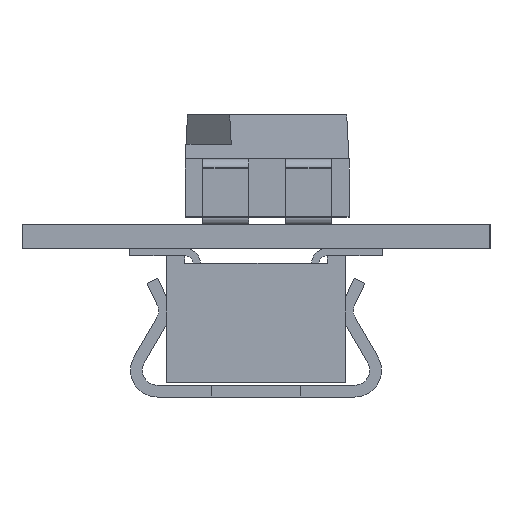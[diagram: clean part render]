
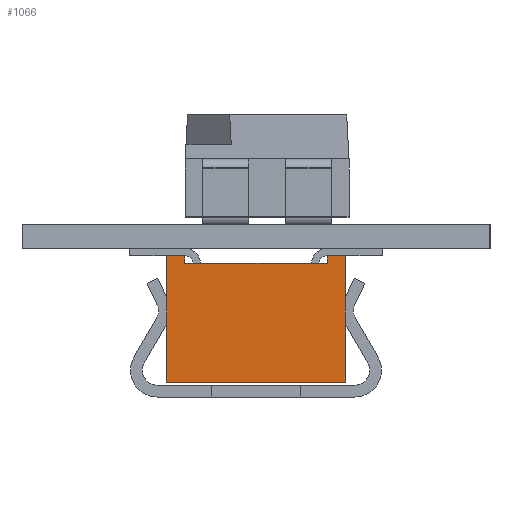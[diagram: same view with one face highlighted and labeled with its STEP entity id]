
A CAD part, left-side view. The second image highlights one B-rep face of the part: STEP entity #1066.
In plain terms, the highlighted face is planar.
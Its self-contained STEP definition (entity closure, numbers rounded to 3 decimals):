
#486 = VERTEX_POINT('',#487);
#487 = CARTESIAN_POINT('',(10.592,0.,-1.219));
#494 = PLANE('',#495);
#495 = AXIS2_PLACEMENT_3D('',#496,#497,#498);
#496 = CARTESIAN_POINT('',(0.,0.,0.));
#497 = DIRECTION('',(0.,1.,0.));
#498 = DIRECTION('',(0.,0.,1.));
#506 = PLANE('',#507);
#507 = AXIS2_PLACEMENT_3D('',#508,#509,#510);
#508 = CARTESIAN_POINT('',(11.862,-0.127,-1.219));
#509 = DIRECTION('',(0.,0.,1.));
#510 = DIRECTION('',(1.,0.,0.));
#547 = VERTEX_POINT('',#548);
#548 = CARTESIAN_POINT('',(10.592,0.,-1.524));
#562 = PLANE('',#563);
#563 = AXIS2_PLACEMENT_3D('',#564,#565,#566);
#564 = CARTESIAN_POINT('',(10.592,2.159,-1.524));
#565 = DIRECTION('',(0.,0.,1.));
#566 = DIRECTION('',(1.,0.,0.));
#574 = EDGE_CURVE('',#486,#547,#575,.T.);
#575 = SURFACE_CURVE('',#576,(#580,#587),.PCURVE_S1.);
#576 = LINE('',#577,#578);
#577 = CARTESIAN_POINT('',(10.592,0.,1.524));
#578 = VECTOR('',#579,1.);
#579 = DIRECTION('',(0.,0.,-1.));
#580 = PCURVE('',#494,#581);
#581 = DEFINITIONAL_REPRESENTATION('',(#582),#586);
#582 = LINE('',#583,#584);
#583 = CARTESIAN_POINT('',(1.524,10.592));
#584 = VECTOR('',#585,1.);
#585 = DIRECTION('',(-1.,0.));
#586 = ( GEOMETRIC_REPRESENTATION_CONTEXT(2) 
PARAMETRIC_REPRESENTATION_CONTEXT() REPRESENTATION_CONTEXT('2D SPACE',''
  ) );
#587 = PCURVE('',#588,#593);
#588 = PLANE('',#589);
#589 = AXIS2_PLACEMENT_3D('',#590,#591,#592);
#590 = CARTESIAN_POINT('',(10.592,2.159,1.524));
#591 = DIRECTION('',(-1.,0.,0.));
#592 = DIRECTION('',(0.,0.,1.));
#593 = DEFINITIONAL_REPRESENTATION('',(#594),#598);
#594 = LINE('',#595,#596);
#595 = CARTESIAN_POINT('',(0.,-2.159));
#596 = VECTOR('',#597,1.);
#597 = DIRECTION('',(-1.,0.));
#598 = ( GEOMETRIC_REPRESENTATION_CONTEXT(2) 
PARAMETRIC_REPRESENTATION_CONTEXT() REPRESENTATION_CONTEXT('2D SPACE',''
  ) );
#628 = VERTEX_POINT('',#629);
#629 = CARTESIAN_POINT('',(10.592,2.159,-1.524));
#643 = PLANE('',#644);
#644 = AXIS2_PLACEMENT_3D('',#645,#646,#647);
#645 = CARTESIAN_POINT('',(0.,2.159,0.));
#646 = DIRECTION('',(0.,1.,0.));
#647 = DIRECTION('',(0.,0.,1.));
#655 = EDGE_CURVE('',#628,#547,#656,.T.);
#656 = SURFACE_CURVE('',#657,(#661,#668),.PCURVE_S1.);
#657 = LINE('',#658,#659);
#658 = CARTESIAN_POINT('',(10.592,2.159,-1.524));
#659 = VECTOR('',#660,1.);
#660 = DIRECTION('',(0.,-1.,0.));
#661 = PCURVE('',#562,#662);
#662 = DEFINITIONAL_REPRESENTATION('',(#663),#667);
#663 = LINE('',#664,#665);
#664 = CARTESIAN_POINT('',(0.,0.));
#665 = VECTOR('',#666,1.);
#666 = DIRECTION('',(0.,-1.));
#667 = ( GEOMETRIC_REPRESENTATION_CONTEXT(2) 
PARAMETRIC_REPRESENTATION_CONTEXT() REPRESENTATION_CONTEXT('2D SPACE',''
  ) );
#668 = PCURVE('',#588,#669);
#669 = DEFINITIONAL_REPRESENTATION('',(#670),#674);
#670 = LINE('',#671,#672);
#671 = CARTESIAN_POINT('',(-3.048,0.));
#672 = VECTOR('',#673,1.);
#673 = DIRECTION('',(0.,-1.));
#674 = ( GEOMETRIC_REPRESENTATION_CONTEXT(2) 
PARAMETRIC_REPRESENTATION_CONTEXT() REPRESENTATION_CONTEXT('2D SPACE',''
  ) );
#680 = VERTEX_POINT('',#681);
#681 = CARTESIAN_POINT('',(10.592,0.,1.219));
#690 = PLANE('',#691);
#691 = AXIS2_PLACEMENT_3D('',#692,#693,#694);
#692 = CARTESIAN_POINT('',(0.,0.,0.));
#693 = DIRECTION('',(0.,1.,0.));
#694 = DIRECTION('',(0.,0.,1.));
#702 = PLANE('',#703);
#703 = AXIS2_PLACEMENT_3D('',#704,#705,#706);
#704 = CARTESIAN_POINT('',(11.862,0.127,1.219));
#705 = DIRECTION('',(0.,0.,-1.));
#706 = DIRECTION('',(-1.,0.,0.));
#714 = EDGE_CURVE('',#715,#680,#717,.T.);
#715 = VERTEX_POINT('',#716);
#716 = CARTESIAN_POINT('',(10.592,0.,1.524));
#717 = SURFACE_CURVE('',#718,(#722,#729),.PCURVE_S1.);
#718 = LINE('',#719,#720);
#719 = CARTESIAN_POINT('',(10.592,0.,1.524));
#720 = VECTOR('',#721,1.);
#721 = DIRECTION('',(0.,0.,-1.));
#722 = PCURVE('',#690,#723);
#723 = DEFINITIONAL_REPRESENTATION('',(#724),#728);
#724 = LINE('',#725,#726);
#725 = CARTESIAN_POINT('',(1.524,10.592));
#726 = VECTOR('',#727,1.);
#727 = DIRECTION('',(-1.,0.));
#728 = ( GEOMETRIC_REPRESENTATION_CONTEXT(2) 
PARAMETRIC_REPRESENTATION_CONTEXT() REPRESENTATION_CONTEXT('2D SPACE',''
  ) );
#729 = PCURVE('',#588,#730);
#730 = DEFINITIONAL_REPRESENTATION('',(#731),#735);
#731 = LINE('',#732,#733);
#732 = CARTESIAN_POINT('',(0.,-2.159));
#733 = VECTOR('',#734,1.);
#734 = DIRECTION('',(-1.,0.));
#735 = ( GEOMETRIC_REPRESENTATION_CONTEXT(2) 
PARAMETRIC_REPRESENTATION_CONTEXT() REPRESENTATION_CONTEXT('2D SPACE',''
  ) );
#753 = PLANE('',#754);
#754 = AXIS2_PLACEMENT_3D('',#755,#756,#757);
#755 = CARTESIAN_POINT('',(0.,2.159,1.524));
#756 = DIRECTION('',(0.,0.,-1.));
#757 = DIRECTION('',(-1.,0.,0.));
#896 = PLANE('',#897);
#897 = AXIS2_PLACEMENT_3D('',#898,#899,#900);
#898 = CARTESIAN_POINT('',(11.862,0.127,-1.219));
#899 = DIRECTION('',(0.,-1.,0.));
#900 = DIRECTION('',(0.,0.,-1.));
#1022 = EDGE_CURVE('',#1023,#715,#1025,.T.);
#1023 = VERTEX_POINT('',#1024);
#1024 = CARTESIAN_POINT('',(10.592,2.159,1.524));
#1025 = SURFACE_CURVE('',#1026,(#1030,#1037),.PCURVE_S1.);
#1026 = LINE('',#1027,#1028);
#1027 = CARTESIAN_POINT('',(10.592,2.159,1.524));
#1028 = VECTOR('',#1029,1.);
#1029 = DIRECTION('',(0.,-1.,0.));
#1030 = PCURVE('',#753,#1031);
#1031 = DEFINITIONAL_REPRESENTATION('',(#1032),#1036);
#1032 = LINE('',#1033,#1034);
#1033 = CARTESIAN_POINT('',(-10.592,0.));
#1034 = VECTOR('',#1035,1.);
#1035 = DIRECTION('',(0.,-1.));
#1036 = ( GEOMETRIC_REPRESENTATION_CONTEXT(2) 
PARAMETRIC_REPRESENTATION_CONTEXT() REPRESENTATION_CONTEXT('2D SPACE',''
  ) );
#1037 = PCURVE('',#588,#1038);
#1038 = DEFINITIONAL_REPRESENTATION('',(#1039),#1043);
#1039 = LINE('',#1040,#1041);
#1040 = CARTESIAN_POINT('',(0.,0.));
#1041 = VECTOR('',#1042,1.);
#1042 = DIRECTION('',(0.,-1.));
#1043 = ( GEOMETRIC_REPRESENTATION_CONTEXT(2) 
PARAMETRIC_REPRESENTATION_CONTEXT() REPRESENTATION_CONTEXT('2D SPACE',''
  ) );
#1066 = ADVANCED_FACE('',(#1067),#588,.F.);
#1067 = FACE_BOUND('',#1068,.T.);
#1068 = EDGE_LOOP('',(#1069,#1092,#1115,#1136,#1137,#1138,#1159,#1160));
#1069 = ORIENTED_EDGE('',*,*,#1070,.F.);
#1070 = EDGE_CURVE('',#1071,#680,#1073,.T.);
#1071 = VERTEX_POINT('',#1072);
#1072 = CARTESIAN_POINT('',(10.592,0.127,1.219));
#1073 = SURFACE_CURVE('',#1074,(#1078,#1085),.PCURVE_S1.);
#1074 = LINE('',#1075,#1076);
#1075 = CARTESIAN_POINT('',(10.592,2.159,1.219));
#1076 = VECTOR('',#1077,1.);
#1077 = DIRECTION('',(0.,-1.,0.));
#1078 = PCURVE('',#588,#1079);
#1079 = DEFINITIONAL_REPRESENTATION('',(#1080),#1084);
#1080 = LINE('',#1081,#1082);
#1081 = CARTESIAN_POINT('',(-0.305,0.));
#1082 = VECTOR('',#1083,1.);
#1083 = DIRECTION('',(0.,-1.));
#1084 = ( GEOMETRIC_REPRESENTATION_CONTEXT(2) 
PARAMETRIC_REPRESENTATION_CONTEXT() REPRESENTATION_CONTEXT('2D SPACE',''
  ) );
#1085 = PCURVE('',#702,#1086);
#1086 = DEFINITIONAL_REPRESENTATION('',(#1087),#1091);
#1087 = LINE('',#1088,#1089);
#1088 = CARTESIAN_POINT('',(1.27,2.032));
#1089 = VECTOR('',#1090,1.);
#1090 = DIRECTION('',(0.,-1.));
#1091 = ( GEOMETRIC_REPRESENTATION_CONTEXT(2) 
PARAMETRIC_REPRESENTATION_CONTEXT() REPRESENTATION_CONTEXT('2D SPACE',''
  ) );
#1092 = ORIENTED_EDGE('',*,*,#1093,.F.);
#1093 = EDGE_CURVE('',#1094,#1071,#1096,.T.);
#1094 = VERTEX_POINT('',#1095);
#1095 = CARTESIAN_POINT('',(10.592,0.127,-1.219));
#1096 = SURFACE_CURVE('',#1097,(#1101,#1108),.PCURVE_S1.);
#1097 = LINE('',#1098,#1099);
#1098 = CARTESIAN_POINT('',(10.592,0.127,1.524));
#1099 = VECTOR('',#1100,1.);
#1100 = DIRECTION('',(0.,0.,1.));
#1101 = PCURVE('',#588,#1102);
#1102 = DEFINITIONAL_REPRESENTATION('',(#1103),#1107);
#1103 = LINE('',#1104,#1105);
#1104 = CARTESIAN_POINT('',(0.,-2.032));
#1105 = VECTOR('',#1106,1.);
#1106 = DIRECTION('',(1.,0.));
#1107 = ( GEOMETRIC_REPRESENTATION_CONTEXT(2) 
PARAMETRIC_REPRESENTATION_CONTEXT() REPRESENTATION_CONTEXT('2D SPACE',''
  ) );
#1108 = PCURVE('',#896,#1109);
#1109 = DEFINITIONAL_REPRESENTATION('',(#1110),#1114);
#1110 = LINE('',#1111,#1112);
#1111 = CARTESIAN_POINT('',(-2.743,-1.27));
#1112 = VECTOR('',#1113,1.);
#1113 = DIRECTION('',(-1.,0.));
#1114 = ( GEOMETRIC_REPRESENTATION_CONTEXT(2) 
PARAMETRIC_REPRESENTATION_CONTEXT() REPRESENTATION_CONTEXT('2D SPACE',''
  ) );
#1115 = ORIENTED_EDGE('',*,*,#1116,.F.);
#1116 = EDGE_CURVE('',#486,#1094,#1117,.T.);
#1117 = SURFACE_CURVE('',#1118,(#1122,#1129),.PCURVE_S1.);
#1118 = LINE('',#1119,#1120);
#1119 = CARTESIAN_POINT('',(10.592,2.159,-1.219));
#1120 = VECTOR('',#1121,1.);
#1121 = DIRECTION('',(0.,1.,0.));
#1122 = PCURVE('',#588,#1123);
#1123 = DEFINITIONAL_REPRESENTATION('',(#1124),#1128);
#1124 = LINE('',#1125,#1126);
#1125 = CARTESIAN_POINT('',(-2.743,0.));
#1126 = VECTOR('',#1127,1.);
#1127 = DIRECTION('',(0.,1.));
#1128 = ( GEOMETRIC_REPRESENTATION_CONTEXT(2) 
PARAMETRIC_REPRESENTATION_CONTEXT() REPRESENTATION_CONTEXT('2D SPACE',''
  ) );
#1129 = PCURVE('',#506,#1130);
#1130 = DEFINITIONAL_REPRESENTATION('',(#1131),#1135);
#1131 = LINE('',#1132,#1133);
#1132 = CARTESIAN_POINT('',(-1.27,2.286));
#1133 = VECTOR('',#1134,1.);
#1134 = DIRECTION('',(0.,1.));
#1135 = ( GEOMETRIC_REPRESENTATION_CONTEXT(2) 
PARAMETRIC_REPRESENTATION_CONTEXT() REPRESENTATION_CONTEXT('2D SPACE',''
  ) );
#1136 = ORIENTED_EDGE('',*,*,#574,.T.);
#1137 = ORIENTED_EDGE('',*,*,#655,.F.);
#1138 = ORIENTED_EDGE('',*,*,#1139,.F.);
#1139 = EDGE_CURVE('',#1023,#628,#1140,.T.);
#1140 = SURFACE_CURVE('',#1141,(#1145,#1152),.PCURVE_S1.);
#1141 = LINE('',#1142,#1143);
#1142 = CARTESIAN_POINT('',(10.592,2.159,1.524));
#1143 = VECTOR('',#1144,1.);
#1144 = DIRECTION('',(0.,0.,-1.));
#1145 = PCURVE('',#588,#1146);
#1146 = DEFINITIONAL_REPRESENTATION('',(#1147),#1151);
#1147 = LINE('',#1148,#1149);
#1148 = CARTESIAN_POINT('',(0.,0.));
#1149 = VECTOR('',#1150,1.);
#1150 = DIRECTION('',(-1.,0.));
#1151 = ( GEOMETRIC_REPRESENTATION_CONTEXT(2) 
PARAMETRIC_REPRESENTATION_CONTEXT() REPRESENTATION_CONTEXT('2D SPACE',''
  ) );
#1152 = PCURVE('',#643,#1153);
#1153 = DEFINITIONAL_REPRESENTATION('',(#1154),#1158);
#1154 = LINE('',#1155,#1156);
#1155 = CARTESIAN_POINT('',(1.524,10.592));
#1156 = VECTOR('',#1157,1.);
#1157 = DIRECTION('',(-1.,0.));
#1158 = ( GEOMETRIC_REPRESENTATION_CONTEXT(2) 
PARAMETRIC_REPRESENTATION_CONTEXT() REPRESENTATION_CONTEXT('2D SPACE',''
  ) );
#1159 = ORIENTED_EDGE('',*,*,#1022,.T.);
#1160 = ORIENTED_EDGE('',*,*,#714,.T.);
